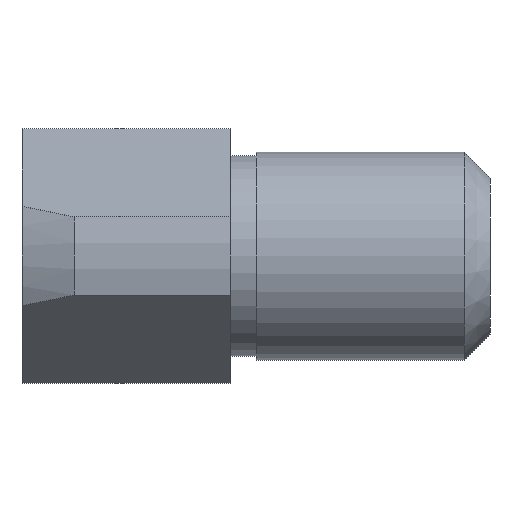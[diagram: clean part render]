
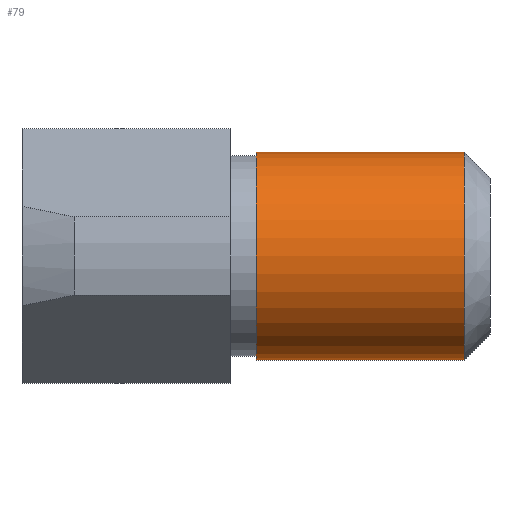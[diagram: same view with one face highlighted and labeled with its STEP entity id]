
A CAD part, left-side view. The second image highlights one B-rep face of the part: STEP entity #79.
In plain terms, the highlighted cylindrical face has radius 4 mm (diameter 8 mm), a partial arc.
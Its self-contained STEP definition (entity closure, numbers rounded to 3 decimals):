
#79 = ADVANCED_FACE( '', ( #114 ), #115, .T. );
#114 = FACE_OUTER_BOUND( '', #178, .T. );
#115 = CYLINDRICAL_SURFACE( '', #179, 4. );
#178 = EDGE_LOOP( '', ( #261, #262, #263, #264 ) );
#179 = AXIS2_PLACEMENT_3D( '', #265, #266, #267 );
#261 = ORIENTED_EDGE( '', *, *, #466, .F. );
#262 = ORIENTED_EDGE( '', *, *, #467, .T. );
#263 = ORIENTED_EDGE( '', *, *, #468, .F. );
#264 = ORIENTED_EDGE( '', *, *, #469, .F. );
#265 = CARTESIAN_POINT( '', ( 0., -5., 0. ) );
#266 = DIRECTION( '', ( 0., -1., 0. ) );
#267 = DIRECTION( '', ( 0., 0., -1. ) );
#466 = EDGE_CURVE( '', #541, #542, #543, .T. );
#467 = EDGE_CURVE( '', #541, #544, #545, .T. );
#468 = EDGE_CURVE( '', #546, #544, #547, .T. );
#469 = EDGE_CURVE( '', #542, #546, #548, .T. );
#541 = VERTEX_POINT( '', #653 );
#542 = VERTEX_POINT( '', #654 );
#543 = LINE( '', #655, #656 );
#544 = VERTEX_POINT( '', #657 );
#545 = CIRCLE( '', #658, 4. );
#546 = VERTEX_POINT( '', #659 );
#547 = LINE( '', #660, #661 );
#548 = CIRCLE( '', #662, 4. );
#653 = CARTESIAN_POINT( '', ( 0., -9., -4. ) );
#654 = CARTESIAN_POINT( '', ( 0., -1., -4. ) );
#655 = CARTESIAN_POINT( '', ( 0., -5., -4. ) );
#656 = VECTOR( '', #818, 1. );
#657 = CARTESIAN_POINT( '', ( 0., -9., 4. ) );
#658 = AXIS2_PLACEMENT_3D( '', #819, #820, #821 );
#659 = CARTESIAN_POINT( '', ( 0., -1., 4. ) );
#660 = CARTESIAN_POINT( '', ( 0., -5., 4. ) );
#661 = VECTOR( '', #822, 1. );
#662 = AXIS2_PLACEMENT_3D( '', #823, #824, #825 );
#818 = DIRECTION( '', ( 0., 1., 0. ) );
#819 = CARTESIAN_POINT( '', ( 0., -9., 0. ) );
#820 = DIRECTION( '', ( 0., 1., 0. ) );
#821 = DIRECTION( '', ( 0., 0., -1. ) );
#822 = DIRECTION( '', ( 0., -1., 0. ) );
#823 = CARTESIAN_POINT( '', ( 0., -1., 0. ) );
#824 = DIRECTION( '', ( 0., 1., 0. ) );
#825 = DIRECTION( '', ( 0., 0., -1. ) );
